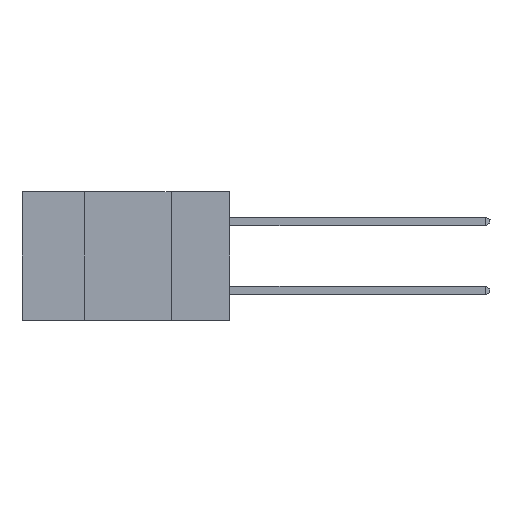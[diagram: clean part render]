
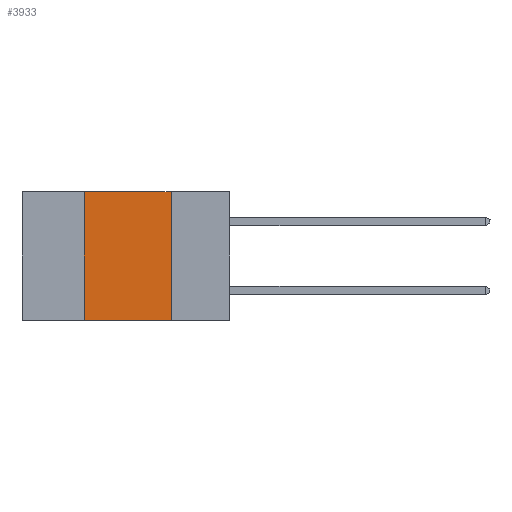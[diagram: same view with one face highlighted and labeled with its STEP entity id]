
A CAD part, left-side view. The second image highlights one B-rep face of the part: STEP entity #3933.
In plain terms, the highlighted planar face has unit normal (-1, 0, 0).
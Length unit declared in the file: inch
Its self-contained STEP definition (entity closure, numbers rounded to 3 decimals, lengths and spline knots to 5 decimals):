
#166 = LINE ( 'NONE', #10176, #4698 ) ;
#1263 = DIRECTION ( 'NONE',  ( 0., -1., 0. ) ) ;
#1395 = LINE ( 'NONE', #10508, #3619 ) ;
#1584 = VERTEX_POINT ( 'NONE', #2933 ) ;
#2438 = PLANE ( 'NONE',  #11981 ) ;
#2624 = DIRECTION ( 'NONE',  ( 0., 0., 1. ) ) ;
#2933 = CARTESIAN_POINT ( 'NONE',  ( 0., 0.42, -0.37 ) ) ;
#3229 = CARTESIAN_POINT ( 'NONE',  ( 0., 0.17, -0.37 ) ) ;
#3327 = CARTESIAN_POINT ( 'NONE',  ( 0., 0.17, -0.37 ) ) ;
#3619 = VECTOR ( 'NONE', #1263, 39.37008 ) ;
#3783 = EDGE_CURVE ( 'NONE', #11842, #6297, #12534, .T. ) ;
#3933 = ADVANCED_FACE ( 'NONE', ( #9929 ), #2438, .F. ) ;
#4462 = VECTOR ( 'NONE', #5237, 39.37008 ) ;
#4608 = DIRECTION ( 'NONE',  ( 0., 0., -1. ) ) ;
#4698 = VECTOR ( 'NONE', #8398, 39.37008 ) ;
#5237 = DIRECTION ( 'NONE',  ( 0., 0., -1. ) ) ;
#6256 = ORIENTED_EDGE ( 'NONE', *, *, #10758, .F. ) ;
#6297 = VERTEX_POINT ( 'NONE', #3229 ) ;
#6324 = EDGE_CURVE ( 'NONE', #9186, #11842, #1395, .T. ) ;
#7919 = VECTOR ( 'NONE', #2624, 39.37008 ) ;
#8398 = DIRECTION ( 'NONE',  ( 0., -1., 0. ) ) ;
#8719 = CARTESIAN_POINT ( 'NONE',  ( 0., 0.42, 0. ) ) ;
#9186 = VERTEX_POINT ( 'NONE', #8719 ) ;
#9906 = CARTESIAN_POINT ( 'NONE',  ( 0., 0.42, -0.37 ) ) ;
#9929 = FACE_OUTER_BOUND ( 'NONE', #12681, .T. ) ;
#10176 = CARTESIAN_POINT ( 'NONE',  ( 0., 0.6, -0.37 ) ) ;
#10508 = CARTESIAN_POINT ( 'NONE',  ( 0., 0.6, 0. ) ) ;
#10674 = DIRECTION ( 'NONE',  ( 1., 0., 0. ) ) ;
#10758 = EDGE_CURVE ( 'NONE', #1584, #9186, #11702, .T. ) ;
#10795 = ORIENTED_EDGE ( 'NONE', *, *, #10971, .T. ) ;
#10898 = ORIENTED_EDGE ( 'NONE', *, *, #6324, .F. ) ;
#10971 = EDGE_CURVE ( 'NONE', #1584, #6297, #166, .T. ) ;
#11702 = LINE ( 'NONE', #9906, #7919 ) ;
#11842 = VERTEX_POINT ( 'NONE', #12126 ) ;
#11981 = AXIS2_PLACEMENT_3D ( 'NONE', #12929, #10674, #4608 ) ;
#12121 = ORIENTED_EDGE ( 'NONE', *, *, #3783, .F. ) ;
#12126 = CARTESIAN_POINT ( 'NONE',  ( 0., 0.17, 0. ) ) ;
#12534 = LINE ( 'NONE', #3327, #4462 ) ;
#12681 = EDGE_LOOP ( 'NONE', ( #12121, #10898, #6256, #10795 ) ) ;
#12929 = CARTESIAN_POINT ( 'NONE',  ( 0., 0.6, 0. ) ) ;
